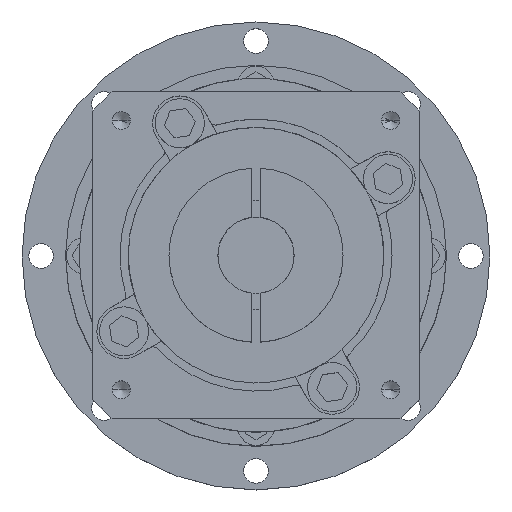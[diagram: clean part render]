
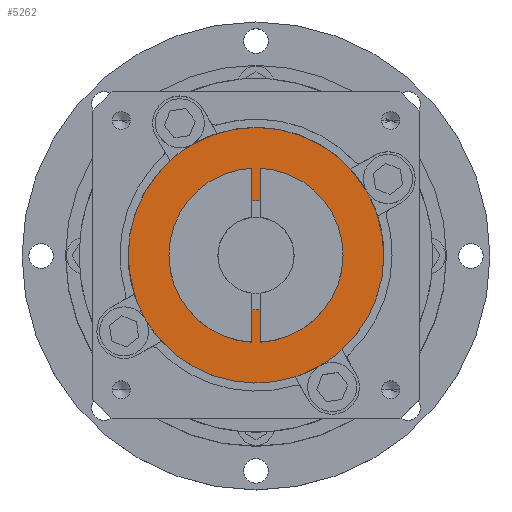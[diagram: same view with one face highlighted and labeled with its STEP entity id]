
A CAD part, top view. The second image highlights one B-rep face of the part: STEP entity #5262.
In plain terms, the highlighted planar face has unit normal (0, 0, 1).
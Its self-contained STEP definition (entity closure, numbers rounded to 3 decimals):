
#28 = EDGE_CURVE ( 'NONE', #7322, #7003, #5870, .T. ) ;
#628 = CARTESIAN_POINT ( 'NONE',  ( -10., 0., -2. ) ) ;
#752 = AXIS2_PLACEMENT_3D ( 'NONE', #8268, #3082, #9134 ) ;
#1893 = DIRECTION ( 'NONE',  ( 1., 0., 0. ) ) ;
#2001 = CIRCLE ( 'NONE', #752, 10. ) ;
#2555 = VERTEX_POINT ( 'NONE', #10249 ) ;
#2718 = DIRECTION ( 'NONE',  ( 0., 0., 1. ) ) ;
#2927 = FACE_OUTER_BOUND ( 'NONE', #4671, .T. ) ;
#3082 = DIRECTION ( 'NONE',  ( 0., 0., 1. ) ) ;
#3369 = EDGE_LOOP ( 'NONE', ( #11136, #11078 ) ) ;
#3478 = CARTESIAN_POINT ( 'NONE',  ( 23.5, 0., -2. ) ) ;
#4024 = DIRECTION ( 'NONE',  ( 0., 0., 1. ) ) ;
#4671 = EDGE_LOOP ( 'NONE', ( #9618, #10546 ) ) ;
#5262 = ADVANCED_FACE ( 'NONE', ( #9834, #2927 ), #9624, .T. ) ;
#5294 = CARTESIAN_POINT ( 'NONE',  ( 0., 0., -2. ) ) ;
#5411 = AXIS2_PLACEMENT_3D ( 'NONE', #5294, #7046, #1893 ) ;
#5741 = EDGE_CURVE ( 'NONE', #7003, #7322, #10756, .T. ) ;
#5742 = DIRECTION ( 'NONE',  ( 1., 0., 0. ) ) ;
#5870 = CIRCLE ( 'NONE', #7069, 23.5 ) ;
#6143 = AXIS2_PLACEMENT_3D ( 'NONE', #7890, #2718, #8775 ) ;
#7003 = VERTEX_POINT ( 'NONE', #3478 ) ;
#7046 = DIRECTION ( 'NONE',  ( 0., 0., 1. ) ) ;
#7069 = AXIS2_PLACEMENT_3D ( 'NONE', #7709, #7578, #5742 ) ;
#7322 = VERTEX_POINT ( 'NONE', #9185 ) ;
#7434 = EDGE_CURVE ( 'NONE', #2555, #8851, #2001, .T. ) ;
#7578 = DIRECTION ( 'NONE',  ( 0., 0., 1. ) ) ;
#7709 = CARTESIAN_POINT ( 'NONE',  ( 0., 0., -2. ) ) ;
#7723 = CIRCLE ( 'NONE', #9101, 10. ) ;
#7890 = CARTESIAN_POINT ( 'NONE',  ( 0., 0., -2. ) ) ;
#8268 = CARTESIAN_POINT ( 'NONE',  ( 0., 0., -2. ) ) ;
#8775 = DIRECTION ( 'NONE',  ( 1., 0., 0. ) ) ;
#8851 = VERTEX_POINT ( 'NONE', #628 ) ;
#9101 = AXIS2_PLACEMENT_3D ( 'NONE', #9212, #4024, #10058 ) ;
#9134 = DIRECTION ( 'NONE',  ( 1., 0., 0. ) ) ;
#9185 = CARTESIAN_POINT ( 'NONE',  ( -23.5, 0., -2. ) ) ;
#9212 = CARTESIAN_POINT ( 'NONE',  ( 0., 0., -2. ) ) ;
#9618 = ORIENTED_EDGE ( 'NONE', *, *, #5741, .T. ) ;
#9624 = PLANE ( 'NONE',  #5411 ) ;
#9834 = FACE_BOUND ( 'NONE', #3369, .T. ) ;
#10058 = DIRECTION ( 'NONE',  ( 1., 0., 0. ) ) ;
#10132 = EDGE_CURVE ( 'NONE', #8851, #2555, #7723, .T. ) ;
#10249 = CARTESIAN_POINT ( 'NONE',  ( 10., 0., -2. ) ) ;
#10546 = ORIENTED_EDGE ( 'NONE', *, *, #28, .T. ) ;
#10756 = CIRCLE ( 'NONE', #6143, 23.5 ) ;
#11078 = ORIENTED_EDGE ( 'NONE', *, *, #7434, .F. ) ;
#11136 = ORIENTED_EDGE ( 'NONE', *, *, #10132, .F. ) ;
